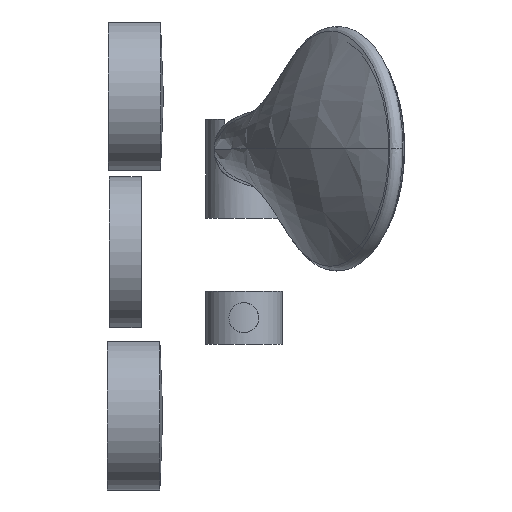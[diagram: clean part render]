
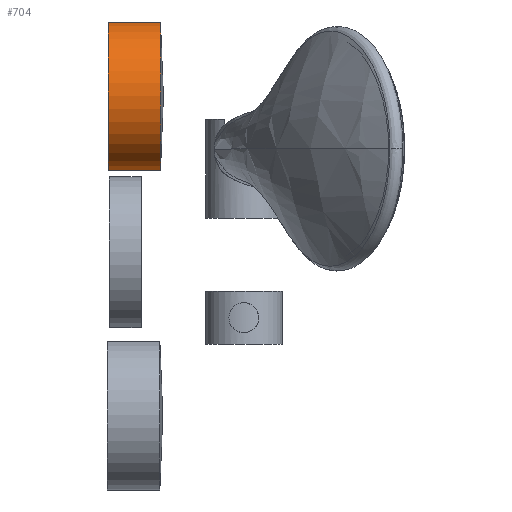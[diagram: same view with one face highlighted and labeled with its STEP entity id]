
A CAD part, top view. The second image highlights one B-rep face of the part: STEP entity #704.
In plain terms, the highlighted cylindrical face has radius 35 mm (diameter 70 mm), a full revolution.
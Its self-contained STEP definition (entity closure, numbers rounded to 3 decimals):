
#113=CYLINDRICAL_SURFACE('',#1006,35.);
#184=CIRCLE('',#1007,35.);
#185=CIRCLE('',#1008,35.);
#228=ORIENTED_EDGE('',*,*,#389,.F.);
#229=ORIENTED_EDGE('',*,*,#390,.F.);
#389=EDGE_CURVE('',#475,#475,#184,.T.);
#390=EDGE_CURVE('',#476,#476,#185,.T.);
#475=VERTEX_POINT('',#1322);
#476=VERTEX_POINT('',#1324);
#562=EDGE_LOOP('',(#228));
#563=EDGE_LOOP('',(#229));
#626=FACE_BOUND('',#562,.T.);
#627=FACE_BOUND('',#563,.T.);
#704=ADVANCED_FACE('',(#626,#627),#113,.T.);
#1006=AXIS2_PLACEMENT_3D('',#1320,#1103,#1104);
#1007=AXIS2_PLACEMENT_3D('',#1321,#1105,#1106);
#1008=AXIS2_PLACEMENT_3D('',#1323,#1107,#1108);
#1103=DIRECTION('',(-1.,0.,0.));
#1104=DIRECTION('',(0.,0.,1.));
#1105=DIRECTION('',(1.,0.,0.));
#1106=DIRECTION('',(0.,0.,-1.));
#1107=DIRECTION('',(-1.,0.,0.));
#1108=DIRECTION('',(0.,0.,-1.));
#1320=CARTESIAN_POINT('',(-37.797,75.,-10.781));
#1321=CARTESIAN_POINT('',(-39.16,75.,-10.781));
#1322=CARTESIAN_POINT('',(-39.16,75.,-45.781));
#1323=CARTESIAN_POINT('',(-63.797,75.,-10.781));
#1324=CARTESIAN_POINT('',(-63.797,75.,-45.781));
